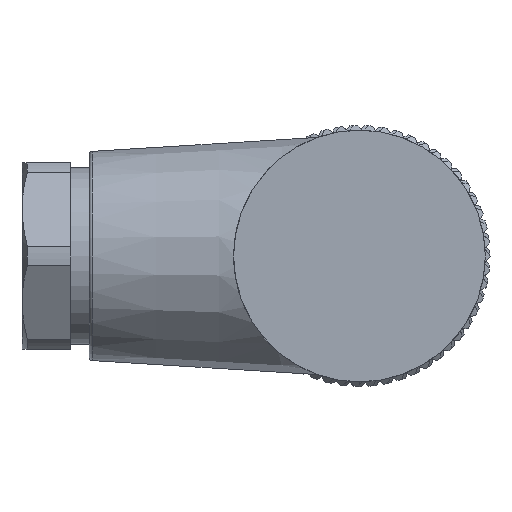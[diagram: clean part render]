
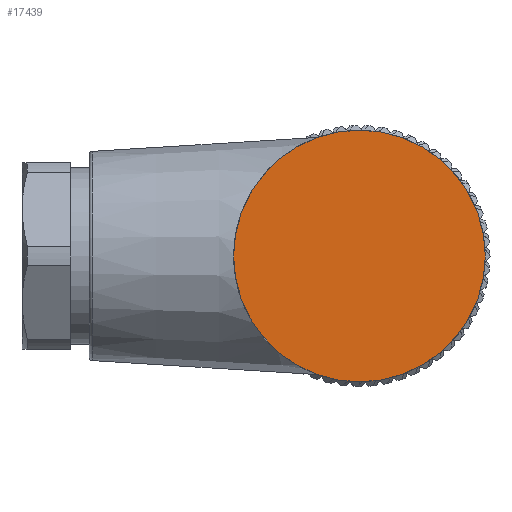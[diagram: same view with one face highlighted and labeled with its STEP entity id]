
A CAD part, left-side view. The second image highlights one B-rep face of the part: STEP entity #17439.
In plain terms, the highlighted face is planar.
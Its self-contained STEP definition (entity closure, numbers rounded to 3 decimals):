
#5172=CARTESIAN_POINT('',(33.492,0.036,18.443));
#5173=DIRECTION('',(1.,0.,0.));
#5174=DIRECTION('',(0.,-1.,0.));
#5175=AXIS2_PLACEMENT_3D('',#5172,#5173,#5174);
#5177=CARTESIAN_POINT('',(33.492,0.036,18.443));
#5178=DIRECTION('',(1.,0.,0.));
#5179=DIRECTION('',(0.,1.,0.));
#5180=AXIS2_PLACEMENT_3D('',#5177,#5178,#5179);
#10939=CARTESIAN_POINT('',(33.492,-6.714,
18.443));
#10941=VERTEX_POINT('',#10939);
#11110=CARTESIAN_POINT('',(33.492,6.786,18.443));
#11111=VERTEX_POINT('',#11110);
#17429=CARTESIAN_POINT('',(33.492,0.036,
18.443));
#17430=DIRECTION('',(1.,0.,0.));
#17431=DIRECTION('',(0.,1.,0.));
#17432=AXIS2_PLACEMENT_3D('',#17429,#17430,#17431);
#17433=PLANE('',#17432);
#17435=ORIENTED_EDGE('',*,*,#17434,.F.);
#17436=ORIENTED_EDGE('',*,*,#17418,.F.);
#17437=EDGE_LOOP('',(#17435,#17436));
#17438=FACE_OUTER_BOUND('',#17437,.F.);
#17439=ADVANCED_FACE('',(#17438),#17433,.T.);
#5176=CIRCLE('',#5175,6.75);
#5181=CIRCLE('',#5180,6.75);
#17418=EDGE_CURVE('',#11111,#10941,#5181,.T.);
#17434=EDGE_CURVE('',#10941,#11111,#5176,.T.);
